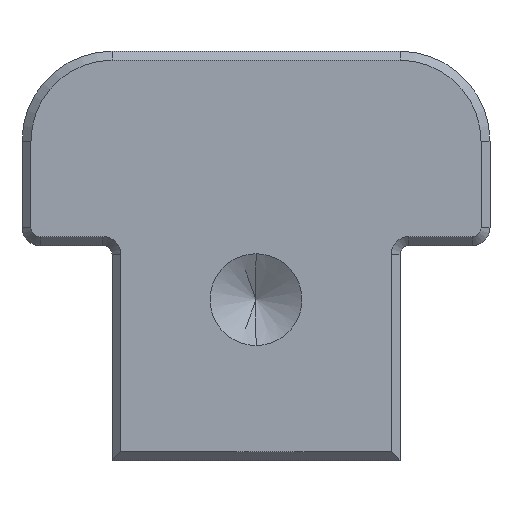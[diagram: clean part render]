
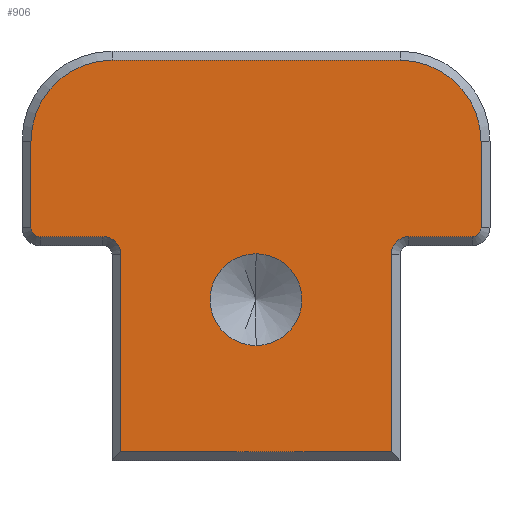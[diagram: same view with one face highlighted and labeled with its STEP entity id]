
A CAD part, front view. The second image highlights one B-rep face of the part: STEP entity #906.
In plain terms, the highlighted planar face has unit normal (0, -1, 0).
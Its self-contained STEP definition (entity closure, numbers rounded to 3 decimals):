
#9 = ORIENTED_EDGE ( 'NONE', *, *, #1008, .T. ) ;
#19 = VECTOR ( 'NONE', #870, 1000. ) ;
#39 = LINE ( 'NONE', #1627, #463 ) ;
#42 = DIRECTION ( 'NONE',  ( 1., 0., 0. ) ) ;
#51 = EDGE_CURVE ( 'NONE', #1656, #1227, #476, .T. ) ;
#62 = DIRECTION ( 'NONE',  ( 0., 0., -1. ) ) ;
#73 = ORIENTED_EDGE ( 'NONE', *, *, #1671, .F. ) ;
#93 = EDGE_CURVE ( 'NONE', #1227, #843, #348, .T. ) ;
#124 = CARTESIAN_POINT ( 'NONE',  ( -7.5, 0., -17.45 ) ) ;
#128 = DIRECTION ( 'NONE',  ( 1., 0., 0. ) ) ;
#150 = LINE ( 'NONE', #521, #839 ) ;
#157 = CARTESIAN_POINT ( 'NONE',  ( 7.5, 0., -17.45 ) ) ;
#170 = CARTESIAN_POINT ( 'NONE',  ( 12.5, 0., -0.2 ) ) ;
#178 = CARTESIAN_POINT ( 'NONE',  ( 0., 0., -9. ) ) ;
#191 = VERTEX_POINT ( 'NONE', #157 ) ;
#193 = DIRECTION ( 'NONE',  ( 0., 0., 1. ) ) ;
#195 = AXIS2_PLACEMENT_3D ( 'NONE', #597, #706, #62 ) ;
#210 = ORIENTED_EDGE ( 'NONE', *, *, #291, .T. ) ;
#219 = EDGE_CURVE ( 'NONE', #191, #1656, #39, .T. ) ;
#220 = ORIENTED_EDGE ( 'NONE', *, *, #1314, .T. ) ;
#223 = EDGE_CURVE ( 'NONE', #930, #1546, #1419, .T. ) ;
#241 = AXIS2_PLACEMENT_3D ( 'NONE', #429, #1597, #1312 ) ;
#279 = CARTESIAN_POINT ( 'NONE',  ( 0., 0., -11.55 ) ) ;
#280 = CARTESIAN_POINT ( 'NONE',  ( -7.5, 0., -17.95 ) ) ;
#291 = EDGE_CURVE ( 'NONE', #534, #1430, #1383, .T. ) ;
#295 = CARTESIAN_POINT ( 'NONE',  ( 7.5, 0., -6.5 ) ) ;
#313 = ORIENTED_EDGE ( 'NONE', *, *, #219, .T. ) ;
#318 = DIRECTION ( 'NONE',  ( 0., 0., -1. ) ) ;
#320 = VERTEX_POINT ( 'NONE', #124 ) ;
#339 = AXIS2_PLACEMENT_3D ( 'NONE', #433, #1225, #767 ) ;
#348 = LINE ( 'NONE', #1399, #19 ) ;
#361 = CARTESIAN_POINT ( 'NONE',  ( 8., 0., 4.3 ) ) ;
#371 = CIRCLE ( 'NONE', #1336, 2.55 ) ;
#374 = ORIENTED_EDGE ( 'NONE', *, *, #1200, .T. ) ;
#393 = ORIENTED_EDGE ( 'NONE', *, *, #1502, .T. ) ;
#407 = EDGE_CURVE ( 'NONE', #1412, #436, #834, .T. ) ;
#414 = DIRECTION ( 'NONE',  ( 0., 0., -1. ) ) ;
#420 = DIRECTION ( 'NONE',  ( 0., 0., -1. ) ) ;
#421 = FACE_BOUND ( 'NONE', #1069, .T. ) ;
#428 = CARTESIAN_POINT ( 'NONE',  ( -8., 0., -0.2 ) ) ;
#429 = CARTESIAN_POINT ( 'NONE',  ( 0., 0., -9. ) ) ;
#433 = CARTESIAN_POINT ( 'NONE',  ( 8., 0., -0.2 ) ) ;
#436 = VERTEX_POINT ( 'NONE', #631 ) ;
#463 = VECTOR ( 'NONE', #193, 1000. ) ;
#472 = EDGE_CURVE ( 'NONE', #436, #930, #821, .T. ) ;
#476 = CIRCLE ( 'NONE', #1387, 1. ) ;
#484 = CARTESIAN_POINT ( 'NONE',  ( 0., 0., -6.45 ) ) ;
#503 = CARTESIAN_POINT ( 'NONE',  ( -8., 0., 4.3 ) ) ;
#518 = CARTESIAN_POINT ( 'NONE',  ( 8., 0., -17.45 ) ) ;
#521 = CARTESIAN_POINT ( 'NONE',  ( -12.5, 0., -3. ) ) ;
#531 = CARTESIAN_POINT ( 'NONE',  ( 12.5, 0., -5. ) ) ;
#534 = VERTEX_POINT ( 'NONE', #170 ) ;
#552 = VERTEX_POINT ( 'NONE', #279 ) ;
#566 = ORIENTED_EDGE ( 'NONE', *, *, #1021, .T. ) ;
#574 = DIRECTION ( 'NONE',  ( 0., 0., 1. ) ) ;
#597 = CARTESIAN_POINT ( 'NONE',  ( 12., 0., -5. ) ) ;
#611 = CIRCLE ( 'NONE', #1411, 4.5 ) ;
#612 = DIRECTION ( 'NONE',  ( 0., 0., -1. ) ) ;
#631 = CARTESIAN_POINT ( 'NONE',  ( -12., 0., -5.5 ) ) ;
#648 = DIRECTION ( 'NONE',  ( -1., 0., 0. ) ) ;
#651 = LINE ( 'NONE', #518, #868 ) ;
#657 = DIRECTION ( 'NONE',  ( 0., 0., -1. ) ) ;
#683 = CARTESIAN_POINT ( 'NONE',  ( -8.5, 0., -6.5 ) ) ;
#684 = CIRCLE ( 'NONE', #241, 2.55 ) ;
#689 = LINE ( 'NONE', #280, #1067 ) ;
#706 = DIRECTION ( 'NONE',  ( 0., -1., 0. ) ) ;
#726 = ORIENTED_EDGE ( 'NONE', *, *, #855, .T. ) ;
#767 = DIRECTION ( 'NONE',  ( 0., 0., -1. ) ) ;
#785 = CIRCLE ( 'NONE', #195, 0.5 ) ;
#791 = CARTESIAN_POINT ( 'NONE',  ( -7.5, 0., -6.5 ) ) ;
#795 = CARTESIAN_POINT ( 'NONE',  ( -12.5, 0., -0.2 ) ) ;
#806 = PLANE ( 'NONE',  #1595 ) ;
#821 = LINE ( 'NONE', #941, #1694 ) ;
#825 = VERTEX_POINT ( 'NONE', #503 ) ;
#834 = CIRCLE ( 'NONE', #1052, 0.5 ) ;
#839 = VECTOR ( 'NONE', #1432, 1000. ) ;
#843 = VERTEX_POINT ( 'NONE', #1157 ) ;
#855 = EDGE_CURVE ( 'NONE', #1095, #1412, #150, .T. ) ;
#865 = EDGE_LOOP ( 'NONE', ( #566, #393, #313, #1489, #1545, #220, #374, #210, #9, #1257, #726, #1296, #1355, #1232 ) ) ;
#868 = VECTOR ( 'NONE', #128, 1000. ) ;
#870 = DIRECTION ( 'NONE',  ( 1., 0., 0. ) ) ;
#883 = CARTESIAN_POINT ( 'NONE',  ( -12.5, 0., -5. ) ) ;
#906 = ADVANCED_FACE ( 'NONE', ( #1199, #421 ), #806, .T. ) ;
#930 = VERTEX_POINT ( 'NONE', #1335 ) ;
#941 = CARTESIAN_POINT ( 'NONE',  ( 5., 0., -5.5 ) ) ;
#942 = DIRECTION ( 'NONE',  ( 0., -1., 0. ) ) ;
#952 = CARTESIAN_POINT ( 'NONE',  ( 5., 0., -3. ) ) ;
#958 = EDGE_CURVE ( 'NONE', #1453, #552, #684, .T. ) ;
#960 = CARTESIAN_POINT ( 'NONE',  ( 12.5, 0., -3. ) ) ;
#1008 = EDGE_CURVE ( 'NONE', #1430, #825, #1054, .T. ) ;
#1021 = EDGE_CURVE ( 'NONE', #1546, #320, #689, .T. ) ;
#1052 = AXIS2_PLACEMENT_3D ( 'NONE', #1152, #1433, #1690 ) ;
#1054 = LINE ( 'NONE', #1178, #1124 ) ;
#1067 = VECTOR ( 'NONE', #1615, 1000. ) ;
#1069 = EDGE_LOOP ( 'NONE', ( #73, #1568 ) ) ;
#1095 = VERTEX_POINT ( 'NONE', #795 ) ;
#1124 = VECTOR ( 'NONE', #648, 1000. ) ;
#1130 = EDGE_CURVE ( 'NONE', #825, #1095, #611, .T. ) ;
#1152 = CARTESIAN_POINT ( 'NONE',  ( -12., 0., -5. ) ) ;
#1156 = VERTEX_POINT ( 'NONE', #531 ) ;
#1157 = CARTESIAN_POINT ( 'NONE',  ( 12., 0., -5.5 ) ) ;
#1178 = CARTESIAN_POINT ( 'NONE',  ( 5., 0., 4.3 ) ) ;
#1199 = FACE_OUTER_BOUND ( 'NONE', #865, .T. ) ;
#1200 = EDGE_CURVE ( 'NONE', #1156, #534, #1513, .T. ) ;
#1225 = DIRECTION ( 'NONE',  ( 0., -1., 0. ) ) ;
#1227 = VERTEX_POINT ( 'NONE', #1245 ) ;
#1229 = VECTOR ( 'NONE', #574, 1000. ) ;
#1232 = ORIENTED_EDGE ( 'NONE', *, *, #223, .T. ) ;
#1245 = CARTESIAN_POINT ( 'NONE',  ( 8.5, 0., -5.5 ) ) ;
#1257 = ORIENTED_EDGE ( 'NONE', *, *, #1130, .T. ) ;
#1296 = ORIENTED_EDGE ( 'NONE', *, *, #407, .T. ) ;
#1312 = DIRECTION ( 'NONE',  ( 0., 0., -1. ) ) ;
#1314 = EDGE_CURVE ( 'NONE', #843, #1156, #785, .T. ) ;
#1335 = CARTESIAN_POINT ( 'NONE',  ( -8.5, 0., -5.5 ) ) ;
#1336 = AXIS2_PLACEMENT_3D ( 'NONE', #178, #1368, #318 ) ;
#1355 = ORIENTED_EDGE ( 'NONE', *, *, #472, .T. ) ;
#1368 = DIRECTION ( 'NONE',  ( 0., -1., 0. ) ) ;
#1383 = CIRCLE ( 'NONE', #339, 4.5 ) ;
#1387 = AXIS2_PLACEMENT_3D ( 'NONE', #1661, #1428, #612 ) ;
#1399 = CARTESIAN_POINT ( 'NONE',  ( 5., 0., -5.5 ) ) ;
#1411 = AXIS2_PLACEMENT_3D ( 'NONE', #428, #942, #420 ) ;
#1412 = VERTEX_POINT ( 'NONE', #883 ) ;
#1419 = CIRCLE ( 'NONE', #1510, 1. ) ;
#1428 = DIRECTION ( 'NONE',  ( 0., 1., 0. ) ) ;
#1430 = VERTEX_POINT ( 'NONE', #361 ) ;
#1432 = DIRECTION ( 'NONE',  ( 0., 0., -1. ) ) ;
#1433 = DIRECTION ( 'NONE',  ( 0., -1., 0. ) ) ;
#1453 = VERTEX_POINT ( 'NONE', #484 ) ;
#1489 = ORIENTED_EDGE ( 'NONE', *, *, #51, .T. ) ;
#1502 = EDGE_CURVE ( 'NONE', #320, #191, #651, .T. ) ;
#1510 = AXIS2_PLACEMENT_3D ( 'NONE', #683, #1600, #414 ) ;
#1513 = LINE ( 'NONE', #960, #1229 ) ;
#1545 = ORIENTED_EDGE ( 'NONE', *, *, #93, .T. ) ;
#1546 = VERTEX_POINT ( 'NONE', #791 ) ;
#1568 = ORIENTED_EDGE ( 'NONE', *, *, #958, .F. ) ;
#1575 = DIRECTION ( 'NONE',  ( 0., -1., 0. ) ) ;
#1595 = AXIS2_PLACEMENT_3D ( 'NONE', #952, #1575, #657 ) ;
#1597 = DIRECTION ( 'NONE',  ( 0., -1., 0. ) ) ;
#1600 = DIRECTION ( 'NONE',  ( 0., 1., 0. ) ) ;
#1615 = DIRECTION ( 'NONE',  ( 0., 0., -1. ) ) ;
#1627 = CARTESIAN_POINT ( 'NONE',  ( 7.5, 0., -6.5 ) ) ;
#1656 = VERTEX_POINT ( 'NONE', #295 ) ;
#1661 = CARTESIAN_POINT ( 'NONE',  ( 8.5, 0., -6.5 ) ) ;
#1671 = EDGE_CURVE ( 'NONE', #552, #1453, #371, .T. ) ;
#1690 = DIRECTION ( 'NONE',  ( 0., 0., -1. ) ) ;
#1694 = VECTOR ( 'NONE', #42, 1000. ) ;
